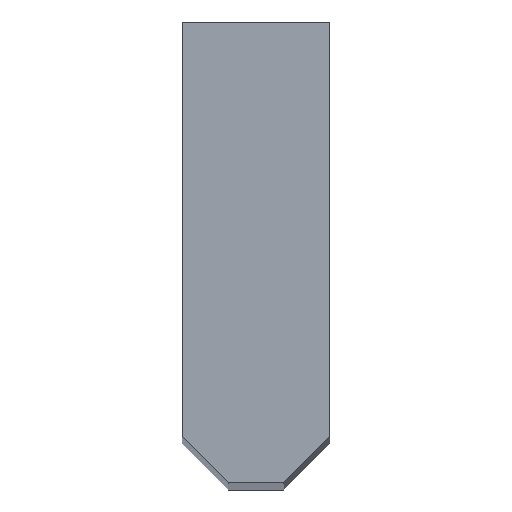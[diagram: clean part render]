
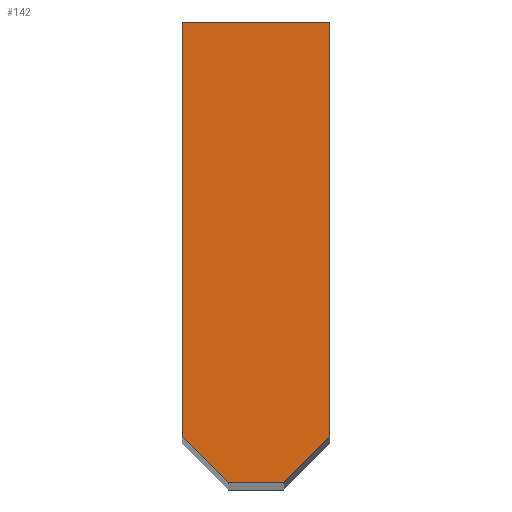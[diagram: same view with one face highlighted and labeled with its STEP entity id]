
A CAD part, top view. The second image highlights one B-rep face of the part: STEP entity #142.
In plain terms, the highlighted planar face has unit normal (0, 0, 1).
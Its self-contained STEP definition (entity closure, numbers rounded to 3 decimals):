
#16=FACE_OUTER_BOUND('',#24,.T.);
#24=EDGE_LOOP('',(#101,#102,#103,#104,#105,#106));
#33=LINE('',#215,#51);
#35=LINE('',#219,#53);
#36=LINE('',#221,#54);
#37=LINE('',#223,#55);
#38=LINE('',#225,#56);
#39=LINE('',#226,#57);
#51=VECTOR('',#177,10.);
#53=VECTOR('',#181,10.);
#54=VECTOR('',#182,10.);
#55=VECTOR('',#183,10.);
#56=VECTOR('',#184,10.);
#57=VECTOR('',#185,10.);
#69=VERTEX_POINT('',#212);
#70=VERTEX_POINT('',#214);
#71=VERTEX_POINT('',#218);
#72=VERTEX_POINT('',#220);
#73=VERTEX_POINT('',#222);
#74=VERTEX_POINT('',#224);
#81=EDGE_CURVE('',#69,#70,#33,.T.);
#83=EDGE_CURVE('',#71,#69,#35,.T.);
#84=EDGE_CURVE('',#72,#71,#36,.T.);
#85=EDGE_CURVE('',#73,#72,#37,.T.);
#86=EDGE_CURVE('',#74,#73,#38,.T.);
#87=EDGE_CURVE('',#74,#70,#39,.T.);
#101=ORIENTED_EDGE('',*,*,#81,.F.);
#102=ORIENTED_EDGE('',*,*,#83,.F.);
#103=ORIENTED_EDGE('',*,*,#84,.F.);
#104=ORIENTED_EDGE('',*,*,#85,.F.);
#105=ORIENTED_EDGE('',*,*,#86,.F.);
#106=ORIENTED_EDGE('',*,*,#87,.T.);
#134=PLANE('',#164);
#142=ADVANCED_FACE('',(#16),#134,.T.);
#164=AXIS2_PLACEMENT_3D('',#217,#179,#180);
#177=DIRECTION('',(-0.707,0.707,0.));
#179=DIRECTION('center_axis',(0.,0.,1.));
#180=DIRECTION('ref_axis',(-1.,0.,0.));
#181=DIRECTION('',(-1.,0.,0.));
#182=DIRECTION('',(-0.707,-0.707,0.));
#183=DIRECTION('',(0.,-1.,0.));
#184=DIRECTION('',(1.,0.,0.));
#185=DIRECTION('',(0.,-1.,0.));
#212=CARTESIAN_POINT('',(26.45,-24.,47.5));
#214=CARTESIAN_POINT('',(25.45,-23.,47.5));
#215=CARTESIAN_POINT('',(24.25,-21.8,47.5));
#217=CARTESIAN_POINT('Origin',(28.65,-14.,47.5));
#218=CARTESIAN_POINT('',(27.65,-24.,47.5));
#219=CARTESIAN_POINT('',(25.35,-24.,47.5));
#220=CARTESIAN_POINT('',(28.65,-23.,47.5));
#221=CARTESIAN_POINT('',(30.65,-21.,47.5));
#222=CARTESIAN_POINT('',(28.65,-14.,47.5));
#223=CARTESIAN_POINT('',(28.65,-14.,47.5));
#224=CARTESIAN_POINT('',(25.45,-14.,47.5));
#225=CARTESIAN_POINT('',(25.35,-14.,47.5));
#226=CARTESIAN_POINT('',(25.45,-14.,47.5));
